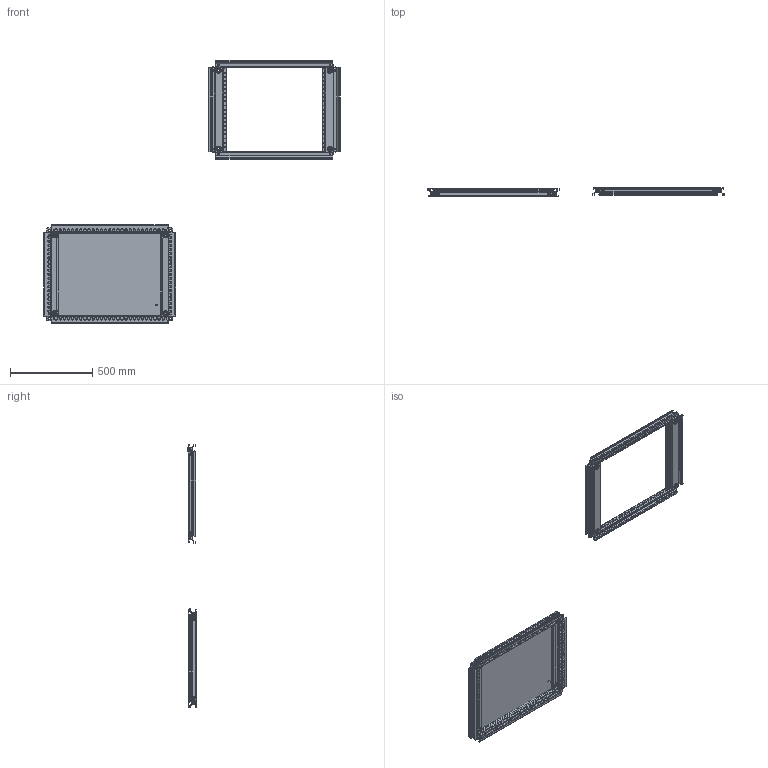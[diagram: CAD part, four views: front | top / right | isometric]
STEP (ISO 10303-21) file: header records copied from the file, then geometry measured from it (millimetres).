
FILE_DESCRIPTION(('STEP AP242'),'1');
FILE_NAME('nsysfc86.stp','2019-10-07T00:12:45',('TraceParts'),('TraceParts S.A.'),'Spatial InterOp 3D',' ',' ');
FILE_SCHEMA(('AP242_MANAGED_MODEL_BASED_3D_ENGINEERING_MIM_LF {1 0 10303 442 1 1 4}'));
Length unit declared in the file: millimetre
Products named in the file (1): nsysfc86_1
Bounding box: 1800 x 51 x 1600 mm (x, y, z)
Volume: 3189014.9 mm3; surface area: 3724597.9 mm2
Topology: 25 solids, 25 shells, 5139 faces, 14858 edges, 9695 vertices
Faces by surface type: plane 2809, cylinder 1844, cone 354, bspline 84, torus 48
Entity records: 256556 total; most frequent: CARTESIAN_POINT 35787, ORIENTED_EDGE 29328, DIRECTION 28730, EDGE_CURVE 14664, STYLED_ITEM 12856, PRESENTATION_STYLE_ASSIGNMENT 12856, COLOUR_RGB 12856, LINE 10234
